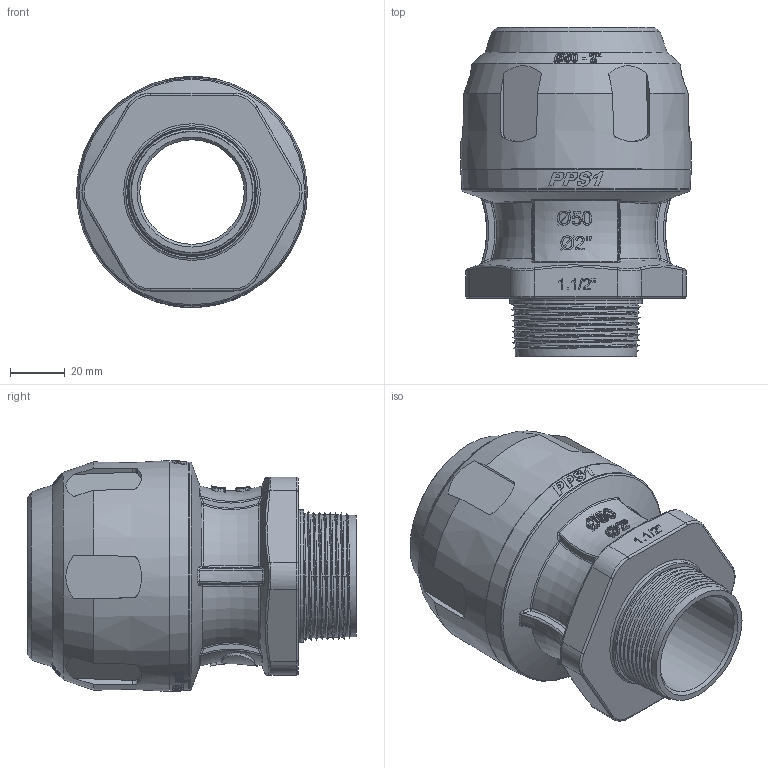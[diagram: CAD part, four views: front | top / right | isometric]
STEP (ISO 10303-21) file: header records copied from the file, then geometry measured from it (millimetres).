
FILE_DESCRIPTION(/* description */ ('STEP AP214'),/* implementation_level */ '2;1');
FILE_NAME(/* name */ 'PPS1_MM5049.stp.stp',/* time_stamp */ '2020-07-05T23:09:41+02:00',/* author */ (' '),/* organization */ (' '),/* preprocessor_version */ 'ST-DEVELOPER v18',/* originating_system */ 'Autodesk Inventor 2020',/* authorisation */ ' ');
FILE_SCHEMA (('AUTOMOTIVE_DESIGN { 1 0 10303 214 3 1 1 }'));
Products named in the file (1): PPS1_MM5049.stp
Bounding box: 84 x 119.62 x 84.03 mm (x, y, z)
Volume: 247583.2 mm3; surface area: 57455.2 mm2
Topology: 1 solids, 1 shells, 1088 faces, 2943 edges, 1932 vertices
Faces by surface type: bspline 522, plane 307, cylinder 140, cone 62, torus 43, sphere 14
Full cylindrical faces by diameter (mm): 12 x1, 38 x1, 48 x1, 48.201 x1, 50.9 x1, 69 x1, 82.949 x1
Entity records: 61203 total; most frequent: CARTESIAN_POINT 36697, ORIENTED_EDGE 5886, DIRECTION 3146, EDGE_CURVE 2943, VERTEX_POINT 1932, B_SPLINE_CURVE_WITH_KNOTS 1371, EDGE_LOOP 1165, STYLED_ITEM 1089
